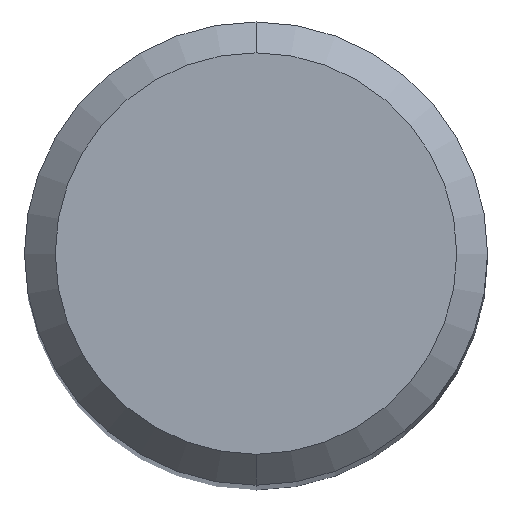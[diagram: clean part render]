
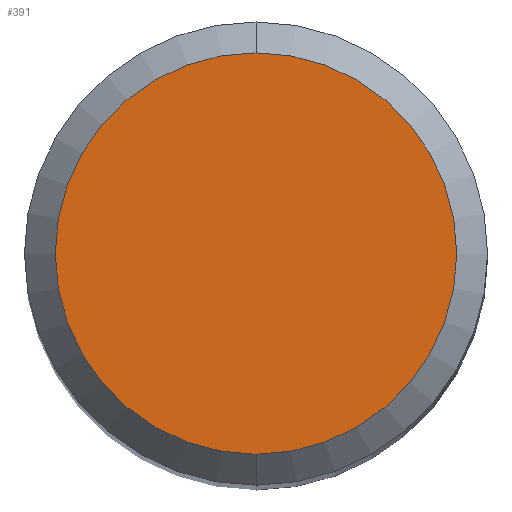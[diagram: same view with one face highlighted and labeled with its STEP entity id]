
A CAD part, top view. The second image highlights one B-rep face of the part: STEP entity #391.
In plain terms, the highlighted planar face has unit normal (0, 0, 1).
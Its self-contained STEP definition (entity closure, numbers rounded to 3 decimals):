
#237=EDGE_CURVE('',#279,#523,#596,.T.);
#279=VERTEX_POINT('',#640);
#363=EDGE_CURVE('',#523,#279,#736,.T.);
#391=ADVANCED_FACE('',(#767),#768,.T.);
#523=VERTEX_POINT('',#918);
#596=CIRCLE('',#1018,2.6);
#640=CARTESIAN_POINT('',(0.,-2.6,0.0));
#736=CIRCLE('',#1283,2.6);
#767=FACE_OUTER_BOUND('',#1346,.T.);
#768=PLANE('',#1347);
#918=CARTESIAN_POINT('',(0.0,2.6,0.0));
#1018=AXIS2_PLACEMENT_3D('',#1672,#1673,#1674);
#1283=AXIS2_PLACEMENT_3D('',#1845,#1846,#1847);
#1346=EDGE_LOOP('',(#1891,#1892));
#1347=AXIS2_PLACEMENT_3D('',#1893,#1894,#1895);
#1672=CARTESIAN_POINT('',(0.0,0.0,0.0));
#1673=DIRECTION('',(0.0,0.0,-1.0));
#1674=DIRECTION('',(0.0,1.0,0.0));
#1845=CARTESIAN_POINT('',(0.0,0.0,0.0));
#1846=DIRECTION('',(0.0,0.0,-1.0));
#1847=DIRECTION('',(0.0,1.0,0.0));
#1891=ORIENTED_EDGE('',*,*,#363,.F.);
#1892=ORIENTED_EDGE('',*,*,#237,.F.);
#1893=CARTESIAN_POINT('',(0.0,1.3,0.0));
#1894=DIRECTION('',(-0.0,0.0,1.0));
#1895=DIRECTION('',(0.0,-1.0,0.0));
